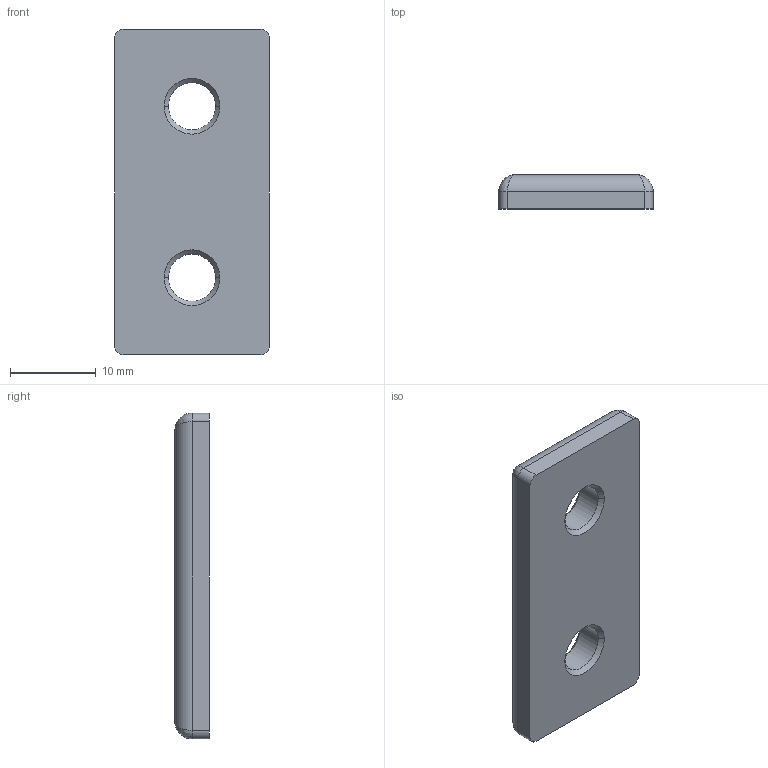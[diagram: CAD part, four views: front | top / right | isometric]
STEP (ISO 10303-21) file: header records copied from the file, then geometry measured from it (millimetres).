
FILE_DESCRIPTION (( 'STEP AP214' ), '1' );
FILE_NAME ('FIXE00H1673-Plaque de connexion V2 20x40.step', '2023-03-24T09:54:31', ( 'Altae' ), ( '' ), 'SwSTEP 2.0', 'SolidWorks 2021', '' );
FILE_SCHEMA (( 'AUTOMOTIVE_DESIGN' ));
Length unit declared in the file: millimetre
Products named in the file (1): FIXE00H1673-Plaque de connexion V2 20x40
Bounding box: 18 x 4 x 38 mm (x, y, z)
Volume: 2440.9 mm3; surface area: 1734.8 mm2
Topology: 1 solids, 1 shells, 30 faces, 68 edges, 36 vertices
Faces by surface type: cylinder 12, cone 8, plane 6, bspline 4
Entity records: 982 total; most frequent: CARTESIAN_POINT 319, DIRECTION 134, ORIENTED_EDGE 128, EDGE_CURVE 64, AXIS2_PLACEMENT_3D 51, VERTEX_POINT 36, EDGE_LOOP 34, VECTOR 32
